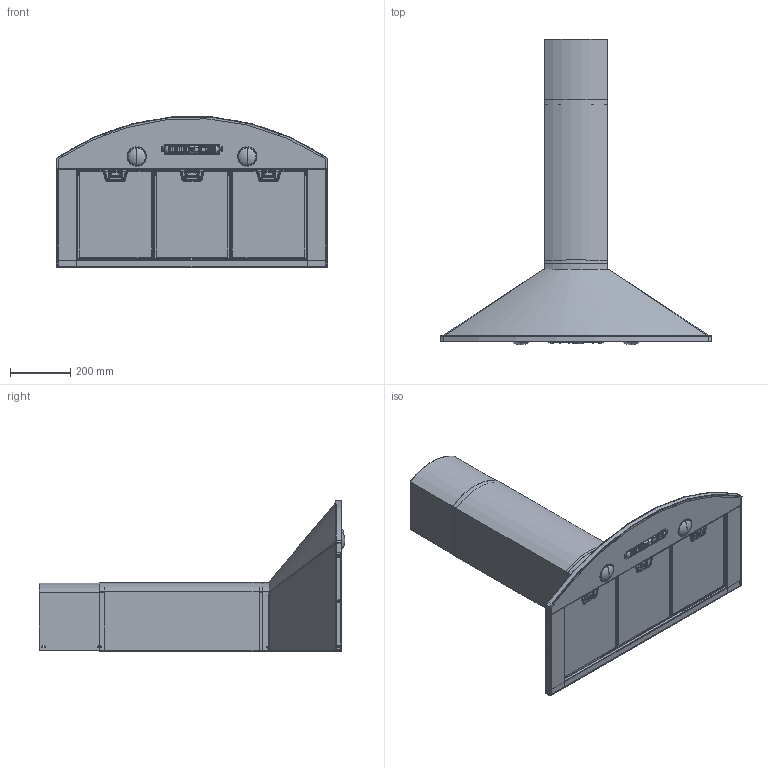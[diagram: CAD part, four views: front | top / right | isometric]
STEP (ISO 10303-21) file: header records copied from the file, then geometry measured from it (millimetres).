
FILE_DESCRIPTION((''),'2;1');
FILE_NAME('A53_710_ASM','2020-01-15T11:52:27',('PW002'),(''),'CREO PARAMETRIC BY PTC INC, 2018500','CREO PARAMETRIC BY PTC INC, 2018500','');
FILE_SCHEMA(('CONFIG_CONTROL_DESIGN'));
Products named in the file (31): A53_710_SKEL; A53_003; A53_009; A53_013; A53_001; A53_038; A53_007; A53_005; A53_711_ASM; 241_013; 241_017; 241_018; GEMMA_D10; 241_013_ASM_ASM; A53_719_ASM; 12_093; A53_714_ASM; 243_060; 281_027; 281_026; 206_059; 281_706_ASM; 243_061; 243_063; 24_091; 243_714_ASM; A53_715_ASM; A53_016; A53_012; A53_716_ASM; A53_710_ASM
Assembly tree (37 placements, depth 5):
  A53_710_ASM
    A53_710_SKEL
    A53_711_ASM
      A53_710_SKEL
      A53_003
      A53_009
      A53_013
      A53_001
      A53_038
      A53_007
      A53_005
    A53_719_ASM
      241_013_ASM_ASM
        241_013
        241_017
        241_018  x2
        GEMMA_D10
    A53_714_ASM
      A53_710_SKEL
      12_093  x2
    A53_715_ASM
      243_714_ASM  x3
        243_060
        281_706_ASM
          281_027
          281_026
          206_059  x2
        243_061
        243_063
        24_091
    A53_716_ASM
      A53_016
      A53_012
Bounding box: 898 x 1010.9 x 498.92 mm (x, y, z)
Volume: 147249539.8 mm3; surface area: 7371671.1 mm2
Topology: 43 solids, 43 shells, 4410 faces, 10618 edges, 6324 vertices
Faces by surface type: plane 2248, cylinder 1145, bspline 416, torus 319, cone 226, sphere 56
Entity records: 122126 total; most frequent: CARTESIAN_POINT 49712, DIRECTION 15103, ORIENTED_EDGE 14844, EDGE_CURVE 7422, AXIS2_PLACEMENT_3D 5404, VERTEX_POINT 4414, VECTOR 4295, LINE 4295
